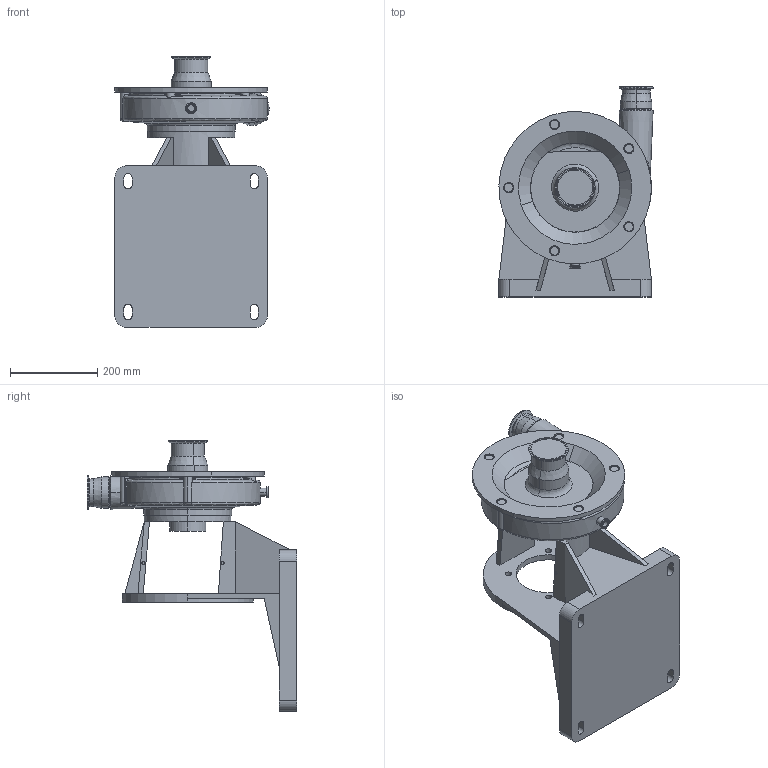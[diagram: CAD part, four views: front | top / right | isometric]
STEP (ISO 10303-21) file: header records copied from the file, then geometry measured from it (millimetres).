
FILE_DESCRIPTION (( 'STEP AP214' ), '1' );
FILE_NAME ('FP 355 250TC VERT 3-4 In STRAIGHT DRAIN.STEP', '2010-02-22T17:28:24', ( ' ' ), ( '' ), 'SwSTEP 2.0', 'SolidWorks 2010', '' );
FILE_SCHEMA (( 'AUTOMOTIVE_DESIGN' ));
Length unit declared in the file: millimetre
Products named in the file (2): FP 355 250TC VERT 3-4 In STRAIGHT DRAIN; FP 355 250TC VERT 3-4 In STRAIGHT DRAIN^1275000123
Assembly tree (1 placements, depth 2):
  FP 355 250TC VERT 3-4 In STRAIGHT DRAIN
    FP 355 250TC VERT 3-4 In STRAIGHT DRAIN^1275000123
Bounding box: 354 x 481 x 620.5 mm (x, y, z)
Volume: 16222110.1 mm3; surface area: 1139652.6 mm2
Topology: 2 solids, 5 shells, 432 faces, 1066 edges, 647 vertices
Faces by surface type: cylinder 153, plane 118, torus 51, cone 47, bspline 41, sphere 22
Entity records: 30402 total; most frequent: CARTESIAN_POINT 20304, DIRECTION 2120, ORIENTED_EDGE 2100, EDGE_CURVE 1050, AXIS2_PLACEMENT_3D 879, VERTEX_POINT 643, CIRCLE 484, EDGE_LOOP 479
